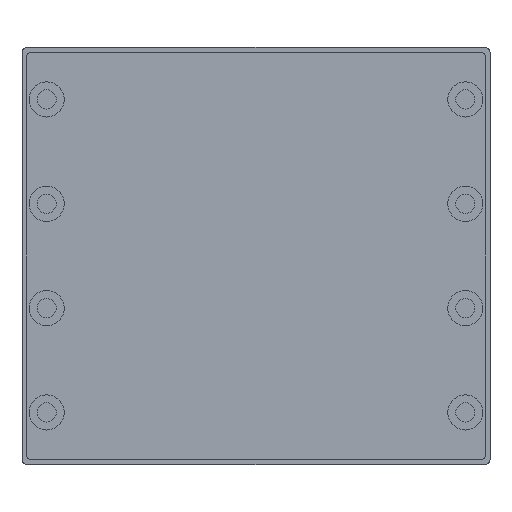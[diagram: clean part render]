
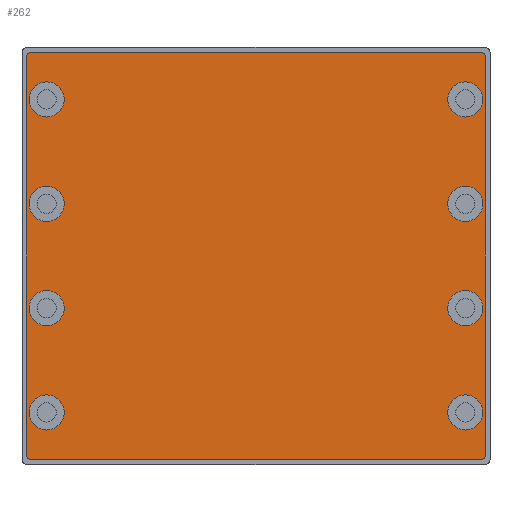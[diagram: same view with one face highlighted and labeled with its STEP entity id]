
A CAD part, front view. The second image highlights one B-rep face of the part: STEP entity #262.
In plain terms, the highlighted planar face has unit normal (0, -1, 0).
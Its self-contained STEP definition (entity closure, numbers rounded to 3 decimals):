
#27=CARTESIAN_POINT('',(-598.,22.,155.75));
#28=DIRECTION('',(0.,-1.,0.));
#29=DIRECTION('',(0.,0.,-1.));
#30=AXIS2_PLACEMENT_3D('',#27,#28,#29);
#31=PLANE('',#30);
#32=CARTESIAN_POINT('',(-542.,22.,252.6));
#33=VERTEX_POINT('',#32);
#34=CARTESIAN_POINT('',(-527.,22.,252.6));
#35=VERTEX_POINT('',#34);
#36=CARTESIAN_POINT('',(-534.5,22.,252.6));
#37=DIRECTION('',(0.,-1.,0.));
#38=DIRECTION('',(1.,0.,0.));
#39=AXIS2_PLACEMENT_3D('',#36,#37,#38);
#40=CIRCLE('',#39,7.5);
#41=EDGE_CURVE('',#33,#35,#40,.T.);
#42=ORIENTED_EDGE('',*,*,#41,.F.);
#43=CARTESIAN_POINT('',(-534.5,22.,252.6));
#44=DIRECTION('',(0.,-1.,0.));
#45=DIRECTION('',(1.,0.,0.));
#46=AXIS2_PLACEMENT_3D('',#43,#44,#45);
#47=CIRCLE('',#46,7.5);
#48=EDGE_CURVE('',#35,#33,#47,.T.);
#49=ORIENTED_EDGE('',*,*,#48,.F.);
#50=EDGE_LOOP('',(#42,#49));
#51=FACE_BOUND('',#50,.T.);
#52=CARTESIAN_POINT('',(-542.,22.,208.1));
#53=VERTEX_POINT('',#52);
#54=CARTESIAN_POINT('',(-527.,22.,208.1));
#55=VERTEX_POINT('',#54);
#56=CARTESIAN_POINT('',(-534.5,22.,208.1));
#57=DIRECTION('',(0.,-1.,0.));
#58=DIRECTION('',(1.,0.,0.));
#59=AXIS2_PLACEMENT_3D('',#56,#57,#58);
#60=CIRCLE('',#59,7.5);
#61=EDGE_CURVE('',#53,#55,#60,.T.);
#62=ORIENTED_EDGE('',*,*,#61,.F.);
#63=CARTESIAN_POINT('',(-534.5,22.,208.1));
#64=DIRECTION('',(0.,-1.,0.));
#65=DIRECTION('',(1.,0.,0.));
#66=AXIS2_PLACEMENT_3D('',#63,#64,#65);
#67=CIRCLE('',#66,7.5);
#68=EDGE_CURVE('',#55,#53,#67,.T.);
#69=ORIENTED_EDGE('',*,*,#68,.F.);
#70=EDGE_LOOP('',(#62,#69));
#71=FACE_BOUND('',#70,.T.);
#72=CARTESIAN_POINT('',(-542.,22.,163.6));
#73=VERTEX_POINT('',#72);
#74=CARTESIAN_POINT('',(-527.,22.,163.6));
#75=VERTEX_POINT('',#74);
#76=CARTESIAN_POINT('',(-534.5,22.,163.6));
#77=DIRECTION('',(0.,-1.,0.));
#78=DIRECTION('',(1.,0.,0.));
#79=AXIS2_PLACEMENT_3D('',#76,#77,#78);
#80=CIRCLE('',#79,7.5);
#81=EDGE_CURVE('',#73,#75,#80,.T.);
#82=ORIENTED_EDGE('',*,*,#81,.F.);
#83=CARTESIAN_POINT('',(-534.5,22.,163.6));
#84=DIRECTION('',(0.,-1.,0.));
#85=DIRECTION('',(1.,0.,0.));
#86=AXIS2_PLACEMENT_3D('',#83,#84,#85);
#87=CIRCLE('',#86,7.5);
#88=EDGE_CURVE('',#75,#73,#87,.T.);
#89=ORIENTED_EDGE('',*,*,#88,.F.);
#90=EDGE_LOOP('',(#82,#89));
#91=FACE_BOUND('',#90,.T.);
#92=CARTESIAN_POINT('',(-542.,22.,119.1));
#93=VERTEX_POINT('',#92);
#94=CARTESIAN_POINT('',(-527.,22.,119.1));
#95=VERTEX_POINT('',#94);
#96=CARTESIAN_POINT('',(-534.5,22.,119.1));
#97=DIRECTION('',(0.,-1.,0.));
#98=DIRECTION('',(1.,0.,0.));
#99=AXIS2_PLACEMENT_3D('',#96,#97,#98);
#100=CIRCLE('',#99,7.5);
#101=EDGE_CURVE('',#93,#95,#100,.T.);
#102=ORIENTED_EDGE('',*,*,#101,.F.);
#103=CARTESIAN_POINT('',(-534.5,22.,119.1));
#104=DIRECTION('',(0.,-1.,0.));
#105=DIRECTION('',(1.,0.,0.));
#106=AXIS2_PLACEMENT_3D('',#103,#104,#105);
#107=CIRCLE('',#106,7.5);
#108=EDGE_CURVE('',#95,#93,#107,.T.);
#109=ORIENTED_EDGE('',*,*,#108,.F.);
#110=EDGE_LOOP('',(#102,#109));
#111=FACE_BOUND('',#110,.T.);
#112=CARTESIAN_POINT('',(-719.6,22.,98.855));
#113=VERTEX_POINT('',#112);
#114=CARTESIAN_POINT('',(-528.,22.,98.855));
#115=VERTEX_POINT('',#114);
#116=CARTESIAN_POINT('',(-719.6,22.,98.855));
#117=DIRECTION('',(1.,0.,0.));
#118=VECTOR('',#117,191.6);
#119=LINE('',#116,#118);
#120=EDGE_CURVE('',#113,#115,#119,.T.);
#121=ORIENTED_EDGE('',*,*,#120,.T.);
#122=CARTESIAN_POINT('',(-526.,22.,100.855));
#123=VERTEX_POINT('',#122);
#124=CARTESIAN_POINT('',(-528.,22.,100.855));
#125=DIRECTION('',(0.,-1.,0.));
#126=DIRECTION('',(1.,0.,0.));
#127=AXIS2_PLACEMENT_3D('',#124,#125,#126);
#128=CIRCLE('',#127,2.);
#129=EDGE_CURVE('',#115,#123,#128,.T.);
#130=ORIENTED_EDGE('',*,*,#129,.T.);
#131=CARTESIAN_POINT('',(-526.,22.,270.805));
#132=VERTEX_POINT('',#131);
#133=CARTESIAN_POINT('',(-526.,22.,270.805));
#134=DIRECTION('',(0.,0.,-1.));
#135=VECTOR('',#134,169.95);
#136=LINE('',#133,#135);
#137=EDGE_CURVE('',#132,#123,#136,.T.);
#138=ORIENTED_EDGE('',*,*,#137,.F.);
#139=CARTESIAN_POINT('',(-528.,22.,272.805));
#140=VERTEX_POINT('',#139);
#141=CARTESIAN_POINT('',(-528.,22.,270.805));
#142=DIRECTION('',(0.,-1.,0.));
#143=DIRECTION('',(1.,0.,0.));
#144=AXIS2_PLACEMENT_3D('',#141,#142,#143);
#145=CIRCLE('',#144,2.);
#146=EDGE_CURVE('',#132,#140,#145,.T.);
#147=ORIENTED_EDGE('',*,*,#146,.T.);
#148=CARTESIAN_POINT('',(-719.6,22.,272.805));
#149=VERTEX_POINT('',#148);
#150=CARTESIAN_POINT('',(-528.,22.,272.805));
#151=DIRECTION('',(-1.,-0.,0.));
#152=VECTOR('',#151,191.6);
#153=LINE('',#150,#152);
#154=EDGE_CURVE('',#140,#149,#153,.T.);
#155=ORIENTED_EDGE('',*,*,#154,.T.);
#156=CARTESIAN_POINT('',(-721.6,22.,270.805));
#157=VERTEX_POINT('',#156);
#158=CARTESIAN_POINT('',(-719.6,22.,270.805));
#159=DIRECTION('',(-0.,1.,-0.));
#160=DIRECTION('',(1.,0.,0.));
#161=AXIS2_PLACEMENT_3D('',#158,#159,#160);
#162=CIRCLE('',#161,2.);
#163=EDGE_CURVE('',#157,#149,#162,.T.);
#164=ORIENTED_EDGE('',*,*,#163,.F.);
#165=CARTESIAN_POINT('',(-721.6,22.,100.855));
#166=VERTEX_POINT('',#165);
#167=CARTESIAN_POINT('',(-721.6,22.,270.805));
#168=DIRECTION('',(0.,0.,-1.));
#169=VECTOR('',#168,169.95);
#170=LINE('',#167,#169);
#171=EDGE_CURVE('',#157,#166,#170,.T.);
#172=ORIENTED_EDGE('',*,*,#171,.T.);
#173=CARTESIAN_POINT('',(-719.6,22.,100.855));
#174=DIRECTION('',(-0.,1.,-0.));
#175=DIRECTION('',(1.,0.,0.));
#176=AXIS2_PLACEMENT_3D('',#173,#174,#175);
#177=CIRCLE('',#176,2.);
#178=EDGE_CURVE('',#113,#166,#177,.T.);
#179=ORIENTED_EDGE('',*,*,#178,.F.);
#180=EDGE_LOOP('',(#121,#130,#138,#147,#155,#164,#172,#179));
#181=FACE_BOUND('',#180,.T.);
#182=CARTESIAN_POINT('',(-720.6,22.,252.6));
#183=VERTEX_POINT('',#182);
#184=CARTESIAN_POINT('',(-705.6,22.,252.6));
#185=VERTEX_POINT('',#184);
#186=CARTESIAN_POINT('',(-713.1,22.,252.6));
#187=DIRECTION('',(-0.,1.,0.));
#188=DIRECTION('',(-1.,-0.,0.));
#189=AXIS2_PLACEMENT_3D('',#186,#187,#188);
#190=CIRCLE('',#189,7.5);
#191=EDGE_CURVE('',#183,#185,#190,.T.);
#192=ORIENTED_EDGE('',*,*,#191,.T.);
#193=CARTESIAN_POINT('',(-713.1,22.,252.6));
#194=DIRECTION('',(-0.,1.,0.));
#195=DIRECTION('',(-1.,-0.,0.));
#196=AXIS2_PLACEMENT_3D('',#193,#194,#195);
#197=CIRCLE('',#196,7.5);
#198=EDGE_CURVE('',#185,#183,#197,.T.);
#199=ORIENTED_EDGE('',*,*,#198,.T.);
#200=EDGE_LOOP('',(#192,#199));
#201=FACE_BOUND('',#200,.T.);
#202=CARTESIAN_POINT('',(-720.6,22.,208.1));
#203=VERTEX_POINT('',#202);
#204=CARTESIAN_POINT('',(-705.6,22.,208.1));
#205=VERTEX_POINT('',#204);
#206=CARTESIAN_POINT('',(-713.1,22.,208.1));
#207=DIRECTION('',(-0.,1.,0.));
#208=DIRECTION('',(-1.,-0.,0.));
#209=AXIS2_PLACEMENT_3D('',#206,#207,#208);
#210=CIRCLE('',#209,7.5);
#211=EDGE_CURVE('',#203,#205,#210,.T.);
#212=ORIENTED_EDGE('',*,*,#211,.T.);
#213=CARTESIAN_POINT('',(-713.1,22.,208.1));
#214=DIRECTION('',(-0.,1.,0.));
#215=DIRECTION('',(-1.,-0.,0.));
#216=AXIS2_PLACEMENT_3D('',#213,#214,#215);
#217=CIRCLE('',#216,7.5);
#218=EDGE_CURVE('',#205,#203,#217,.T.);
#219=ORIENTED_EDGE('',*,*,#218,.T.);
#220=EDGE_LOOP('',(#212,#219));
#221=FACE_BOUND('',#220,.T.);
#222=CARTESIAN_POINT('',(-720.6,22.,163.6));
#223=VERTEX_POINT('',#222);
#224=CARTESIAN_POINT('',(-705.6,22.,163.6));
#225=VERTEX_POINT('',#224);
#226=CARTESIAN_POINT('',(-713.1,22.,163.6));
#227=DIRECTION('',(-0.,1.,0.));
#228=DIRECTION('',(-1.,-0.,0.));
#229=AXIS2_PLACEMENT_3D('',#226,#227,#228);
#230=CIRCLE('',#229,7.5);
#231=EDGE_CURVE('',#223,#225,#230,.T.);
#232=ORIENTED_EDGE('',*,*,#231,.T.);
#233=CARTESIAN_POINT('',(-713.1,22.,163.6));
#234=DIRECTION('',(-0.,1.,0.));
#235=DIRECTION('',(-1.,-0.,0.));
#236=AXIS2_PLACEMENT_3D('',#233,#234,#235);
#237=CIRCLE('',#236,7.5);
#238=EDGE_CURVE('',#225,#223,#237,.T.);
#239=ORIENTED_EDGE('',*,*,#238,.T.);
#240=EDGE_LOOP('',(#232,#239));
#241=FACE_BOUND('',#240,.T.);
#242=CARTESIAN_POINT('',(-720.6,22.,119.1));
#243=VERTEX_POINT('',#242);
#244=CARTESIAN_POINT('',(-705.6,22.,119.1));
#245=VERTEX_POINT('',#244);
#246=CARTESIAN_POINT('',(-713.1,22.,119.1));
#247=DIRECTION('',(-0.,1.,0.));
#248=DIRECTION('',(-1.,-0.,0.));
#249=AXIS2_PLACEMENT_3D('',#246,#247,#248);
#250=CIRCLE('',#249,7.5);
#251=EDGE_CURVE('',#243,#245,#250,.T.);
#252=ORIENTED_EDGE('',*,*,#251,.T.);
#253=CARTESIAN_POINT('',(-713.1,22.,119.1));
#254=DIRECTION('',(-0.,1.,0.));
#255=DIRECTION('',(-1.,-0.,0.));
#256=AXIS2_PLACEMENT_3D('',#253,#254,#255);
#257=CIRCLE('',#256,7.5);
#258=EDGE_CURVE('',#245,#243,#257,.T.);
#259=ORIENTED_EDGE('',*,*,#258,.T.);
#260=EDGE_LOOP('',(#252,#259));
#261=FACE_BOUND('',#260,.T.);
#262=ADVANCED_FACE('',(#51,#71,#91,#111,#181,#201,#221,#241,#261),#31,.T.);
